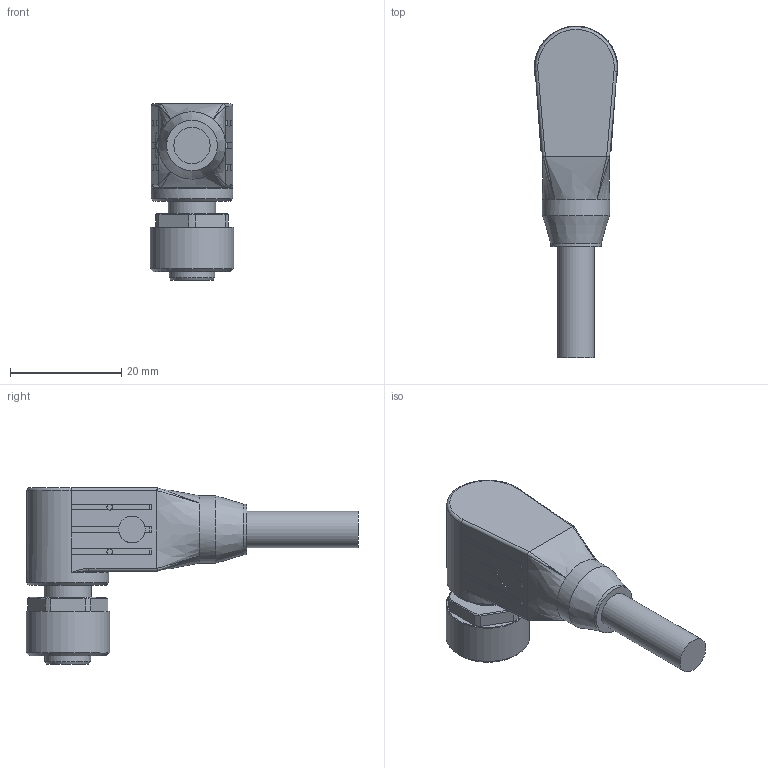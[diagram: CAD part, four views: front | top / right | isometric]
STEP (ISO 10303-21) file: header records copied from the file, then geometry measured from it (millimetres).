
FILE_DESCRIPTION((''),'2;1');
FILE_NAME('M12-Buchse gewinkelt 0° A-Kod 8-pol geschirmt.stp','2011-07-21T15:48:43',('Reichert'),(''),'Autodesk Inventor 2011','Autodesk Inventor 2011','');
FILE_SCHEMA(('AUTOMOTIVE_DESIGN { 1 0 10303 214 1 1 1 1 }'));
Length unit declared in the file: millimetre
Products named in the file (1): M12 Bu gew gesch
Bounding box: 15 x 59.6 x 31.7 mm (x, y, z)
Volume: 9094.7 mm3; surface area: 4084.1 mm2
Topology: 1 solids, 1 shells, 135 faces, 327 edges, 208 vertices
Faces by surface type: plane 73, cylinder 38, cone 11, bspline 10, torus 3
Full cylindrical faces by diameter (mm): 1 x8, 1.05 x4, 4.8 x1, 6.5 x1, 8.2 x1, 8.5 x1, 9.1 x1, 11 x1, 12.1 x1, 14.7 x1, 15 x1
Entity records: 4192 total; most frequent: CARTESIAN_POINT 1205, DIRECTION 610, ORIENTED_EDGE 572, EDGE_CURVE 286, AXIS2_PLACEMENT_3D 236, VERTEX_POINT 199, EDGE_LOOP 181, VECTOR 138
